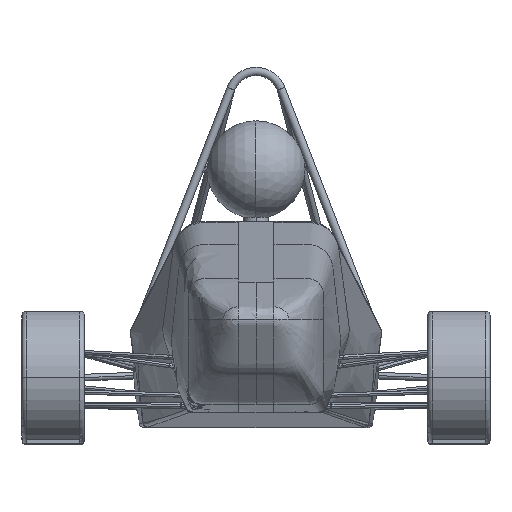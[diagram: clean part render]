
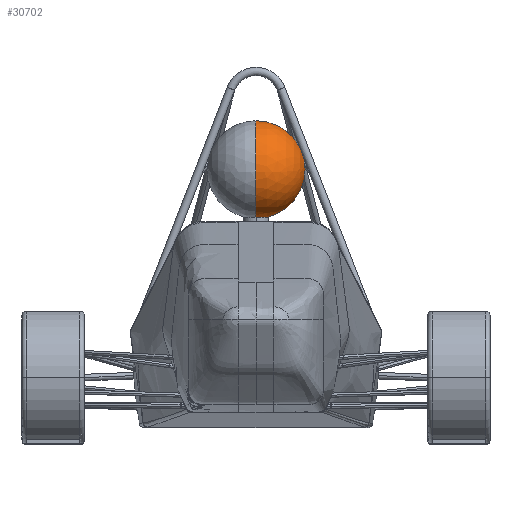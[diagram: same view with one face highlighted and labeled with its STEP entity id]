
A CAD part, top view. The second image highlights one B-rep face of the part: STEP entity #30702.
In plain terms, the highlighted spherical face has radius 150 mm.
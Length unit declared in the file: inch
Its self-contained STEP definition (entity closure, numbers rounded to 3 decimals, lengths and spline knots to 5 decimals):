
#273 = CARTESIAN_POINT ( 'NONE',  ( 0.52888, 27.37445, 0.05132 ) ) ;
#429 = CARTESIAN_POINT ( 'NONE',  ( 1.50003, 27.44743, -1.40048 ) ) ;
#588 = CARTESIAN_POINT ( 'NONE',  ( 1.44891, 27.42537, -0.96363 ) ) ;
#740 = CARTESIAN_POINT ( 'NONE',  ( 1.31153, 27.40829, -0.62422 ) ) ;
#1057 = CARTESIAN_POINT ( 'NONE',  ( 1.19226, 27.39889, -0.43702 ) ) ;
#1226 = ORIENTED_EDGE ( 'NONE', *, *, #3743, .T. ) ;
#1350 = EDGE_CURVE ( 'NONE', #12487, #12840, #30467, .T. ) ;
#1424 = CARTESIAN_POINT ( 'NONE',  ( 0., 27.36965, 0.14743 ) ) ;
#1897 = DIRECTION ( 'NONE',  ( 0., -0.052, 0.999 ) ) ;
#2262 = AXIS2_PLACEMENT_3D ( 'NONE', #16374, #26125, #1897 ) ;
#2986 = CARTESIAN_POINT ( 'NONE',  ( 1.29941, 27.40722, -0.60281 ) ) ;
#3138 = CARTESIAN_POINT ( 'NONE',  ( 0.48413, 27.51743, -2.7757 ) ) ;
#3289 = CARTESIAN_POINT ( 'NONE',  ( 0.09902, 27.52124, -2.85012 ) ) ;
#3448 = CARTESIAN_POINT ( 'NONE',  ( 1.34621, 27.41155, -0.68914 ) ) ;
#3486 = AXIS2_PLACEMENT_3D ( 'NONE', #14199, #11801, #21537 ) ;
#3602 = CARTESIAN_POINT ( 'NONE',  ( 0.97135, 27.50311, -2.49585 ) ) ;
#3743 = EDGE_CURVE ( 'NONE', #30613, #12487, #22443, .T. ) ;
#5213 = CARTESIAN_POINT ( 'NONE',  ( 0.87363, 27.38366, -0.13299 ) ) ;
#5370 = CARTESIAN_POINT ( 'NONE',  ( 1.49994, 27.44001, -1.25385 ) ) ;
#5530 = CARTESIAN_POINT ( 'NONE',  ( 1.04429, 27.49973, -2.42964 ) ) ;
#5680 = CARTESIAN_POINT ( 'NONE',  ( 1.38798, 27.416, -0.77754 ) ) ;
#5828 = CARTESIAN_POINT ( 'NONE',  ( 1.49768, 27.44991, -1.44949 ) ) ;
#6352 = SPHERICAL_SURFACE ( 'NONE', #2262, 5.90551 ) ;
#7440 = CARTESIAN_POINT ( 'NONE',  ( 0., 27.36965, 0.14743 ) ) ;
#7592 = CARTESIAN_POINT ( 'NONE',  ( 0.66545, 27.37725, -0.00466 ) ) ;
#7753 = CARTESIAN_POINT ( 'NONE',  ( 1.13168, 27.49526, -2.34206 ) ) ;
#7907 = CARTESIAN_POINT ( 'NONE',  ( 1.36711, 27.47633, -1.97033 ) ) ;
#8215 = CARTESIAN_POINT ( 'NONE',  ( 1.49047, 27.45364, -1.52319 ) ) ;
#8364 = CARTESIAN_POINT ( 'NONE',  ( 0.24643, 27.52036, -2.833 ) ) ;
#8502 = CARTESIAN_POINT ( 'NONE',  ( 0., 33.14955, -1.0641 ) ) ;
#9425 = EDGE_LOOP ( 'NONE', ( #1226, #26676, #24385 ) ) ;
#10137 = CARTESIAN_POINT ( 'NONE',  ( 1.42392, 27.46942, -1.83435 ) ) ;
#10295 = CARTESIAN_POINT ( 'NONE',  ( 1.48744, 27.45488, -1.5478 ) ) ;
#10450 = CARTESIAN_POINT ( 'NONE',  ( 0.04958, 27.52137, -2.85257 ) ) ;
#10756 = CARTESIAN_POINT ( 'NONE',  ( 1.02638, 27.5006, -2.44671 ) ) ;
#11270 = FACE_OUTER_BOUND ( 'NONE', #9425, .T. ) ;
#11538 = CARTESIAN_POINT ( 'NONE',  ( 0., 27.52137, -2.85257 ) ) ;
#11801 = DIRECTION ( 'NONE',  ( 1., 0., 0. ) ) ;
#12052 = CARTESIAN_POINT ( 'NONE',  ( 0.3405, 27.37156, 0.10909 ) ) ;
#12365 = CARTESIAN_POINT ( 'NONE',  ( 0.45876, 27.37323, 0.07577 ) ) ;
#12487 = VERTEX_POINT ( 'NONE', #11538 ) ;
#12687 = CARTESIAN_POINT ( 'NONE',  ( 1.44234, 27.42418, -0.93994 ) ) ;
#12816 = CARTESIAN_POINT ( 'NONE',  ( 0., 39.04697, -0.75503 ) ) ;
#12840 = VERTEX_POINT ( 'NONE', #12816 ) ;
#12842 = CARTESIAN_POINT ( 'NONE',  ( 0.3906, 27.51888, -2.80413 ) ) ;
#13156 = CARTESIAN_POINT ( 'NONE',  ( 1.42095, 27.42063, -0.86955 ) ) ;
#13513 = CIRCLE ( 'NONE', #22713, 5.90551 ) ;
#14199 = CARTESIAN_POINT ( 'NONE',  ( 0., 33.14955, -1.0641 ) ) ;
#14772 = CARTESIAN_POINT ( 'NONE',  ( 0.19665, 27.37014, 0.13769 ) ) ;
#15086 = CARTESIAN_POINT ( 'NONE',  ( 0.93277, 27.38589, -0.1776 ) ) ;
#15236 = CARTESIAN_POINT ( 'NONE',  ( 0.91458, 27.5055, -2.54251 ) ) ;
#15543 = CARTESIAN_POINT ( 'NONE',  ( 0.91322, 27.38513, -0.16234 ) ) ;
#15681 = DIRECTION ( 'NONE',  ( 0., 0., 1. ) ) ;
#15697 = CARTESIAN_POINT ( 'NONE',  ( 1.47604, 27.45858, -1.62074 ) ) ;
#15833 = DIRECTION ( 'NONE',  ( -1., 0., 0. ) ) ;
#16374 = CARTESIAN_POINT ( 'NONE',  ( 0., 33.14955, -1.0641 ) ) ;
#17315 = CARTESIAN_POINT ( 'NONE',  ( 0.75162, 27.37955, -0.05077 ) ) ;
#17472 = CARTESIAN_POINT ( 'NONE',  ( 0.79416, 27.50977, -2.62603 ) ) ;
#17627 = CARTESIAN_POINT ( 'NONE',  ( 1.33489, 27.47973, -2.03716 ) ) ;
#17932 = CARTESIAN_POINT ( 'NONE',  ( 1.46091, 27.42778, -1.01148 ) ) ;
#18098 = CARTESIAN_POINT ( 'NONE',  ( 0.98993, 27.50229, -2.4798 ) ) ;
#19715 = CARTESIAN_POINT ( 'NONE',  ( 0.55189, 27.37489, 0.04243 ) ) ;
#19872 = CARTESIAN_POINT ( 'NONE',  ( 1.13019, 27.3951, -0.36149 ) ) ;
#20027 = CARTESIAN_POINT ( 'NONE',  ( 1.48023, 27.45735, -1.59654 ) ) ;
#20182 = CARTESIAN_POINT ( 'NONE',  ( 1.1936, 27.4914, -2.26628 ) ) ;
#20488 = CARTESIAN_POINT ( 'NONE',  ( 1.45217, 27.46467, -1.74089 ) ) ;
#21537 = DIRECTION ( 'NONE',  ( 0., 0., -1. ) ) ;
#21785 = CARTESIAN_POINT ( 'NONE',  ( 0.38805, 27.37216, 0.0972 ) ) ;
#22266 = CARTESIAN_POINT ( 'NONE',  ( 1.49041, 27.4351, -1.1566 ) ) ;
#22427 = CARTESIAN_POINT ( 'NONE',  ( 1.46635, 27.429, -1.03569 ) ) ;
#22443 = B_SPLINE_CURVE_WITH_KNOTS ( 'NONE', 3,
 ( #7440, #24172, #14772, #12052, #21785, #12365, #29453, #273, #19715, #7592, #17315, #27059, #5213, #15543, #15086, #24817, #27680, #19872, #1057, #27214, #29767, #2986, #740, #3448, #5680, #13156, #12687, #588, #17932, #22427, #22266, #5370, #429, #5828, #8215, #10295, #20027, #15697, #20488, #10137, #25127, #7907, #30221, #17627, #25443, #27376, #20182, #7753, #5530, #10756, #18098, #3602, #15236, #29612, #17472, #25287, #24974, #29922, #3138, #12842, #8364, #27836, #3289, #10450, #22892 ),
 .UNSPECIFIED., .F., .F.,
 ( 4, 2, 2, 2, 2, 2, 2, 2, 2, 2, 2, 2, 1, 2, 2, 2, 2, 2, 2, 2, 2, 2, 2, 2, 2, 2, 2, 2, 2, 2, 2, 2, 4 ),
 ( 0., 0.00745, 0.01117, 0.01303, 0.0149, 0.02234, 0.02421, 0.02607, 0.02979, 0.03724, 0.0391, 0.04097, 0.04469, 0.04841, 0.05028, 0.05214, 0.05959, 0.06331, 0.06517, 0.06703, 0.07448, 0.07634, 0.07821, 0.08193, 0.08938, 0.09124, 0.0931, 0.09683, 0.10055, 0.10427, 0.11172, 0.11545, 0.11917 ),
 .UNSPECIFIED. ) ;
#22713 = AXIS2_PLACEMENT_3D ( 'NONE', #8502, #15833, #15681 ) ;
#22892 = CARTESIAN_POINT ( 'NONE',  ( 0., 27.52137, -2.85257 ) ) ;
#24172 = CARTESIAN_POINT ( 'NONE',  ( 0.09915, 27.36965, 0.14743 ) ) ;
#24385 = ORIENTED_EDGE ( 'NONE', *, *, #28462, .F. ) ;
#24817 = CARTESIAN_POINT ( 'NONE',  ( 0.99008, 27.38825, -0.22466 ) ) ;
#24974 = CARTESIAN_POINT ( 'NONE',  ( 0.66546, 27.51344, -2.69778 ) ) ;
#25127 = CARTESIAN_POINT ( 'NONE',  ( 1.37706, 27.47518, -1.94781 ) ) ;
#25287 = CARTESIAN_POINT ( 'NONE',  ( 0.75219, 27.51106, -2.65127 ) ) ;
#25443 = CARTESIAN_POINT ( 'NONE',  ( 1.30011, 27.48304, -2.10233 ) ) ;
#26125 = DIRECTION ( 'NONE',  ( 1., 0., 0. ) ) ;
#26676 = ORIENTED_EDGE ( 'NONE', *, *, #1350, .T. ) ;
#27059 = CARTESIAN_POINT ( 'NONE',  ( 0.85354, 27.38295, -0.11885 ) ) ;
#27214 = CARTESIAN_POINT ( 'NONE',  ( 1.26076, 27.40404, -0.5395 ) ) ;
#27376 = CARTESIAN_POINT ( 'NONE',  ( 1.27494, 27.48518, -2.14436 ) ) ;
#27680 = CARTESIAN_POINT ( 'NONE',  ( 1.02645, 27.3899, -0.25768 ) ) ;
#27836 = CARTESIAN_POINT ( 'NONE',  ( 0.19766, 27.52074, -2.84032 ) ) ;
#28462 = EDGE_CURVE ( 'NONE', #30613, #12840, #13513, .T. ) ;
#29453 = CARTESIAN_POINT ( 'NONE',  ( 0.48227, 27.37362, 0.068 ) ) ;
#29612 = CARTESIAN_POINT ( 'NONE',  ( 0.87535, 27.50699, -2.57165 ) ) ;
#29767 = CARTESIAN_POINT ( 'NONE',  ( 1.27404, 27.40509, -0.56046 ) ) ;
#29922 = CARTESIAN_POINT ( 'NONE',  ( 0.62049, 27.51453, -2.7191 ) ) ;
#30221 = CARTESIAN_POINT ( 'NONE',  ( 1.34602, 27.4786, -2.01503 ) ) ;
#30467 = CIRCLE ( 'NONE', #3486, 5.90551 ) ;
#30613 = VERTEX_POINT ( 'NONE', #1424 ) ;
#30702 = ADVANCED_FACE ( 'NONE', ( #11270 ), #6352, .T. ) ;
